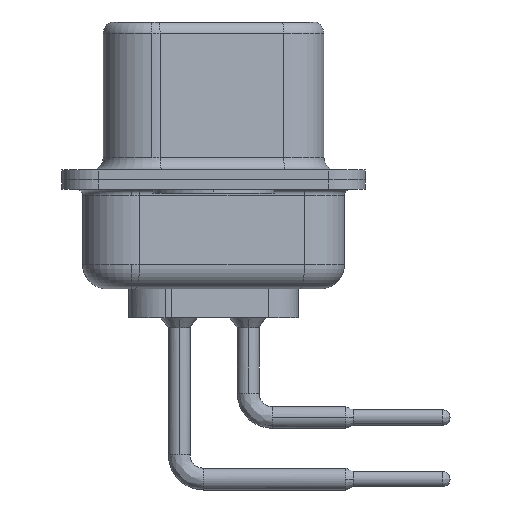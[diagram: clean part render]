
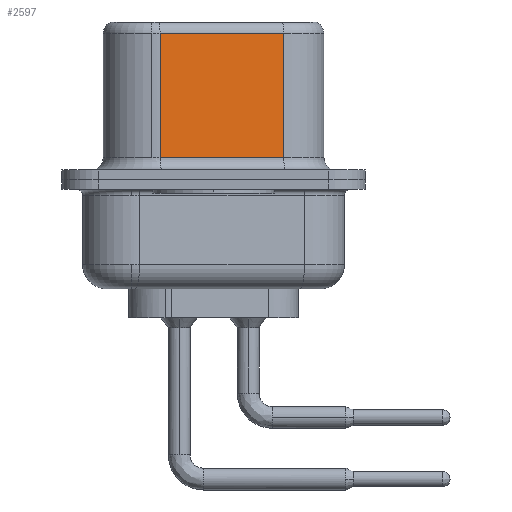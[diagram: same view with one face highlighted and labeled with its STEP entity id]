
A CAD part, left-side view. The second image highlights one B-rep face of the part: STEP entity #2597.
In plain terms, the highlighted planar face has unit normal (-0.985, -0.174, 0).
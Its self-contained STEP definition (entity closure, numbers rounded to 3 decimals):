
#1018 = CARTESIAN_POINT ( 'NONE',  ( 4.555, -2.897, 0.9 ) ) ;
#1045 = DIRECTION ( 'NONE',  ( 0.174, -0.985, 0. ) ) ;
#1062 = EDGE_LOOP ( 'NONE', ( #4464, #4295, #9818, #1619 ) ) ;
#1619 = ORIENTED_EDGE ( 'NONE', *, *, #7368, .T. ) ;
#1965 = CARTESIAN_POINT ( 'NONE',  ( 4.555, -2.897, 0.9 ) ) ;
#2597 = ADVANCED_FACE ( 'NONE', ( #20150 ), #14351, .F. ) ;
#2610 = CARTESIAN_POINT ( 'NONE',  ( 3.655, 2.203, 6.02 ) ) ;
#2790 = VECTOR ( 'NONE', #19333, 1000. ) ;
#3578 = VECTOR ( 'NONE', #1045, 1000. ) ;
#3664 = CARTESIAN_POINT ( 'NONE',  ( 4.555, -2.897, 6.02 ) ) ;
#4190 = AXIS2_PLACEMENT_3D ( 'NONE', #17321, #17203, #13655 ) ;
#4295 = ORIENTED_EDGE ( 'NONE', *, *, #11252, .T. ) ;
#4386 = CARTESIAN_POINT ( 'NONE',  ( 3.655, 2.203, 6.52 ) ) ;
#4464 = ORIENTED_EDGE ( 'NONE', *, *, #8569, .F. ) ;
#5018 = VECTOR ( 'NONE', #14778, 1000. ) ;
#5682 = LINE ( 'NONE', #4386, #18496 ) ;
#6281 = VERTEX_POINT ( 'NONE', #1965 ) ;
#7368 = EDGE_CURVE ( 'NONE', #18455, #6281, #11485, .T. ) ;
#7507 = DIRECTION ( 'NONE',  ( 0., 0., -1. ) ) ;
#8569 = EDGE_CURVE ( 'NONE', #17277, #6281, #11182, .T. ) ;
#9136 = LINE ( 'NONE', #17767, #5018 ) ;
#9818 = ORIENTED_EDGE ( 'NONE', *, *, #12879, .T. ) ;
#11182 = LINE ( 'NONE', #19338, #2790 ) ;
#11252 = EDGE_CURVE ( 'NONE', #17277, #13916, #9136, .T. ) ;
#11485 = LINE ( 'NONE', #1018, #3578 ) ;
#12879 = EDGE_CURVE ( 'NONE', #13916, #18455, #5682, .T. ) ;
#13655 = DIRECTION ( 'NONE',  ( -0.174, 0.985, 0. ) ) ;
#13916 = VERTEX_POINT ( 'NONE', #2610 ) ;
#14351 = PLANE ( 'NONE',  #4190 ) ;
#14778 = DIRECTION ( 'NONE',  ( -0.174, 0.985, 0. ) ) ;
#16346 = CARTESIAN_POINT ( 'NONE',  ( 3.655, 2.203, 0.9 ) ) ;
#17203 = DIRECTION ( 'NONE',  ( 0.985, 0.174, 0. ) ) ;
#17277 = VERTEX_POINT ( 'NONE', #3664 ) ;
#17321 = CARTESIAN_POINT ( 'NONE',  ( 4.555, -2.897, 6.52 ) ) ;
#17767 = CARTESIAN_POINT ( 'NONE',  ( 4.555, -2.897, 6.02 ) ) ;
#18455 = VERTEX_POINT ( 'NONE', #16346 ) ;
#18496 = VECTOR ( 'NONE', #7507, 1000. ) ;
#19333 = DIRECTION ( 'NONE',  ( 0., 0., -1. ) ) ;
#19338 = CARTESIAN_POINT ( 'NONE',  ( 4.555, -2.897, 6.52 ) ) ;
#20150 = FACE_OUTER_BOUND ( 'NONE', #1062, .T. ) ;
